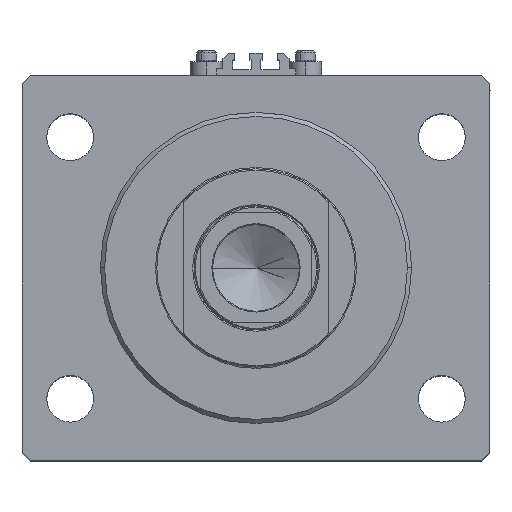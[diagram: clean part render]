
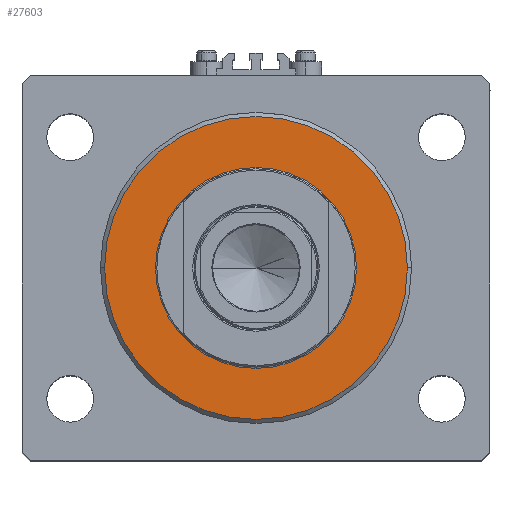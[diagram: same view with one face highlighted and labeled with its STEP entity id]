
A CAD part, top view. The second image highlights one B-rep face of the part: STEP entity #27603.
In plain terms, the highlighted face is planar.
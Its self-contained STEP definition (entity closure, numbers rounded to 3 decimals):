
#1039 = DIRECTION ( 'NONE',  ( 0., 0., 1. ) ) ;
#2840 = DIRECTION ( 'NONE',  ( 1., 0., 0. ) ) ;
#3061 = CIRCLE ( 'NONE', #32857, 36.5 ) ;
#3723 = DIRECTION ( 'NONE',  ( 0., 0., 1. ) ) ;
#5559 = CARTESIAN_POINT ( 'NONE',  ( 36.5, 0., 0. ) ) ;
#5742 = EDGE_CURVE ( 'NONE', #34529, #46787, #19234, .T. ) ;
#5904 = AXIS2_PLACEMENT_3D ( 'NONE', #21496, #35663, #2840 ) ;
#7499 = DIRECTION ( 'NONE',  ( 0., 0., 1. ) ) ;
#7550 = DIRECTION ( 'NONE',  ( 1., 0., 0. ) ) ;
#10839 = AXIS2_PLACEMENT_3D ( 'NONE', #30031, #1039, #12296 ) ;
#11331 = DIRECTION ( 'NONE',  ( 1., 0., 0. ) ) ;
#12246 = AXIS2_PLACEMENT_3D ( 'NONE', #44154, #7499, #11331 ) ;
#12296 = DIRECTION ( 'NONE',  ( 1., 0., 0. ) ) ;
#12689 = CARTESIAN_POINT ( 'NONE',  ( 55., 0., 0. ) ) ;
#15114 = ORIENTED_EDGE ( 'NONE', *, *, #22930, .T. ) ;
#15842 = AXIS2_PLACEMENT_3D ( 'NONE', #16976, #16495, #45721 ) ;
#16495 = DIRECTION ( 'NONE',  ( 0., 0., -1. ) ) ;
#16673 = ORIENTED_EDGE ( 'NONE', *, *, #33862, .T. ) ;
#16976 = CARTESIAN_POINT ( 'NONE',  ( 0., 0., 0. ) ) ;
#17359 = CIRCLE ( 'NONE', #5904, 55. ) ;
#19234 = CIRCLE ( 'NONE', #10839, 36.5 ) ;
#19633 = CIRCLE ( 'NONE', #15842, 55. ) ;
#21496 = CARTESIAN_POINT ( 'NONE',  ( 0., 0., 0. ) ) ;
#22807 = CARTESIAN_POINT ( 'NONE',  ( -55., 0., 0. ) ) ;
#22930 = EDGE_CURVE ( 'NONE', #46787, #34529, #3061, .T. ) ;
#25519 = CARTESIAN_POINT ( 'NONE',  ( 0., 0., 0. ) ) ;
#27603 = ADVANCED_FACE ( 'NONE', ( #39615, #28611 ), #36272, .F. ) ;
#27752 = VERTEX_POINT ( 'NONE', #22807 ) ;
#28611 = FACE_OUTER_BOUND ( 'NONE', #33663, .T. ) ;
#30031 = CARTESIAN_POINT ( 'NONE',  ( 0., 0., 0. ) ) ;
#30351 = ORIENTED_EDGE ( 'NONE', *, *, #33704, .T. ) ;
#31584 = CARTESIAN_POINT ( 'NONE',  ( -36.5, 0., 0. ) ) ;
#32857 = AXIS2_PLACEMENT_3D ( 'NONE', #25519, #3723, #7550 ) ;
#33663 = EDGE_LOOP ( 'NONE', ( #16673, #30351 ) ) ;
#33704 = EDGE_CURVE ( 'NONE', #27752, #37298, #19633, .T. ) ;
#33862 = EDGE_CURVE ( 'NONE', #37298, #27752, #17359, .T. ) ;
#34529 = VERTEX_POINT ( 'NONE', #5559 ) ;
#35526 = ORIENTED_EDGE ( 'NONE', *, *, #5742, .T. ) ;
#35663 = DIRECTION ( 'NONE',  ( 0., 0., -1. ) ) ;
#36272 = PLANE ( 'NONE',  #12246 ) ;
#37298 = VERTEX_POINT ( 'NONE', #12689 ) ;
#39615 = FACE_BOUND ( 'NONE', #43902, .T. ) ;
#43902 = EDGE_LOOP ( 'NONE', ( #35526, #15114 ) ) ;
#44154 = CARTESIAN_POINT ( 'NONE',  ( 0., 0., 0. ) ) ;
#45721 = DIRECTION ( 'NONE',  ( 1., 0., 0. ) ) ;
#46787 = VERTEX_POINT ( 'NONE', #31584 ) ;
